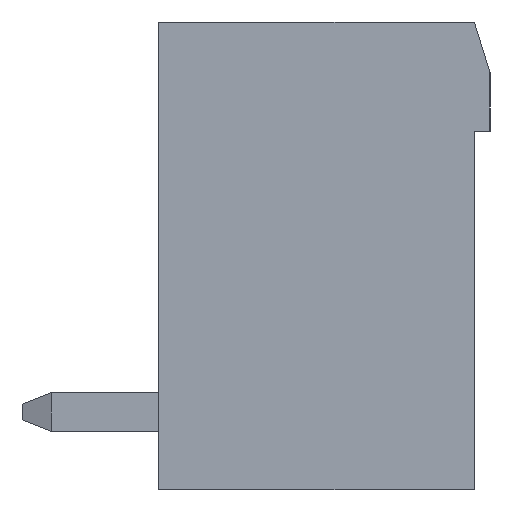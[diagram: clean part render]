
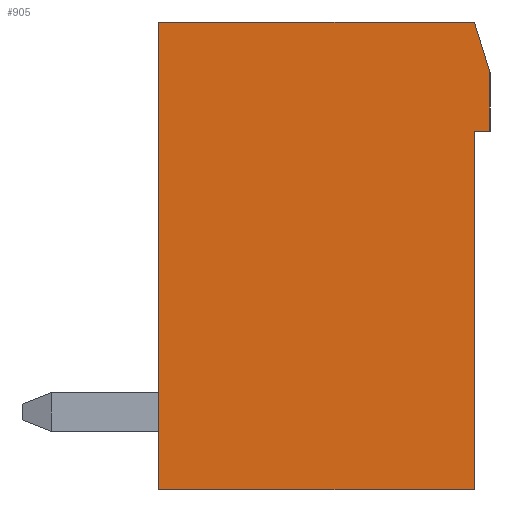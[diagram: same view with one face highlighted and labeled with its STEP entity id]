
A CAD part, left-side view. The second image highlights one B-rep face of the part: STEP entity #905.
In plain terms, the highlighted planar face has unit normal (-1, 0, 0).
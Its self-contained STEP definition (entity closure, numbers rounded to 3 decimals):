
#905 = ADVANCED_FACE( '', ( #2006 ), #2007, .T. );
#2006 = FACE_OUTER_BOUND( '', #3358, .T. );
#2007 = PLANE( '', #3359 );
#3358 = EDGE_LOOP( '', ( #5659, #5660, #5661, #5662, #5663, #5664, #5665 ) );
#3359 = AXIS2_PLACEMENT_3D( '', #5666, #5667, #5668 );
#5659 = ORIENTED_EDGE( '', *, *, #9204, .T. );
#5660 = ORIENTED_EDGE( '', *, *, #9205, .T. );
#5661 = ORIENTED_EDGE( '', *, *, #9128, .T. );
#5662 = ORIENTED_EDGE( '', *, *, #8841, .T. );
#5663 = ORIENTED_EDGE( '', *, *, #9206, .T. );
#5664 = ORIENTED_EDGE( '', *, *, #9207, .T. );
#5665 = ORIENTED_EDGE( '', *, *, #9013, .T. );
#5666 = CARTESIAN_POINT( '', ( -31.48, 0., 0. ) );
#5667 = DIRECTION( '', ( -1., 0., 0. ) );
#5668 = DIRECTION( '', ( 0., 0., 1. ) );
#8841 = EDGE_CURVE( '', #10842, #10840, #10843, .T. );
#9013 = EDGE_CURVE( '', #11128, #11129, #11130, .T. );
#9128 = EDGE_CURVE( '', #11306, #10842, #11307, .T. );
#9204 = EDGE_CURVE( '', #11129, #11431, #11432, .T. );
#9205 = EDGE_CURVE( '', #11431, #11306, #11433, .T. );
#9206 = EDGE_CURVE( '', #10840, #11434, #11435, .T. );
#9207 = EDGE_CURVE( '', #11434, #11128, #11436, .T. );
#10840 = VERTEX_POINT( '', #13646 );
#10842 = VERTEX_POINT( '', #13649 );
#10843 = LINE( '', #13650, #13651 );
#11128 = VERTEX_POINT( '', #14063 );
#11129 = VERTEX_POINT( '', #14064 );
#11130 = LINE( '', #14065, #14066 );
#11306 = VERTEX_POINT( '', #14324 );
#11307 = LINE( '', #14325, #14326 );
#11431 = VERTEX_POINT( '', #14511 );
#11432 = LINE( '', #14512, #14513 );
#11433 = LINE( '', #14514, #14515 );
#11434 = VERTEX_POINT( '', #14516 );
#11435 = LINE( '', #14517, #14518 );
#11436 = LINE( '', #14519, #14520 );
#13646 = CARTESIAN_POINT( '', ( -31.48, -4.05, -6. ) );
#13649 = CARTESIAN_POINT( '', ( -31.48, 4.05, -6. ) );
#13650 = CARTESIAN_POINT( '', ( -31.48, 4.05, -6. ) );
#13651 = VECTOR( '', #16492, 1000. );
#14063 = CARTESIAN_POINT( '', ( -31.48, -4.45, 3.2 ) );
#14064 = CARTESIAN_POINT( '', ( -31.48, -4.45, 4.7 ) );
#14065 = CARTESIAN_POINT( '', ( -31.48, -4.45, 3.2 ) );
#14066 = VECTOR( '', #16644, 1000. );
#14324 = CARTESIAN_POINT( '', ( -31.48, 4.05, 6. ) );
#14325 = CARTESIAN_POINT( '', ( -31.48, 4.05, 6. ) );
#14326 = VECTOR( '', #16751, 1000. );
#14511 = CARTESIAN_POINT( '', ( -31.48, -4.05, 6. ) );
#14512 = CARTESIAN_POINT( '', ( -31.48, -4.45, 4.7 ) );
#14513 = VECTOR( '', #16828, 1000. );
#14514 = CARTESIAN_POINT( '', ( -31.48, -4.05, 6. ) );
#14515 = VECTOR( '', #16829, 1000. );
#14516 = CARTESIAN_POINT( '', ( -31.48, -4.05, 3.2 ) );
#14517 = CARTESIAN_POINT( '', ( -31.48, -4.05, -6. ) );
#14518 = VECTOR( '', #16830, 1000. );
#14519 = CARTESIAN_POINT( '', ( -31.48, -4.05, 3.2 ) );
#14520 = VECTOR( '', #16831, 1000. );
#16492 = DIRECTION( '', ( 0., -1., 0. ) );
#16644 = DIRECTION( '', ( 0., 0., 1. ) );
#16751 = DIRECTION( '', ( 0., 0., -1. ) );
#16828 = DIRECTION( '', ( 0., 0.294, 0.956 ) );
#16829 = DIRECTION( '', ( 0., 1., 0. ) );
#16830 = DIRECTION( '', ( 0., 0., 1. ) );
#16831 = DIRECTION( '', ( 0., -1., 0. ) );
